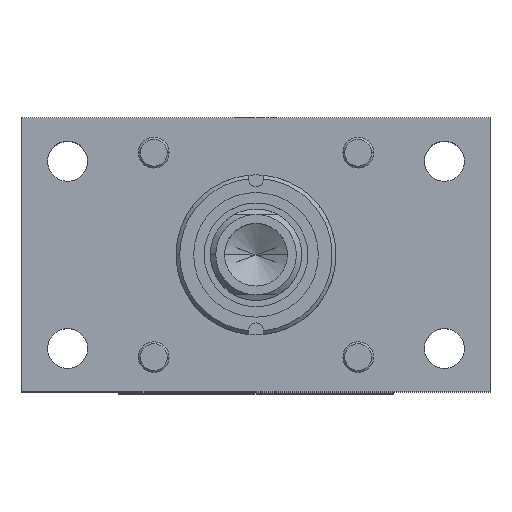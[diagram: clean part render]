
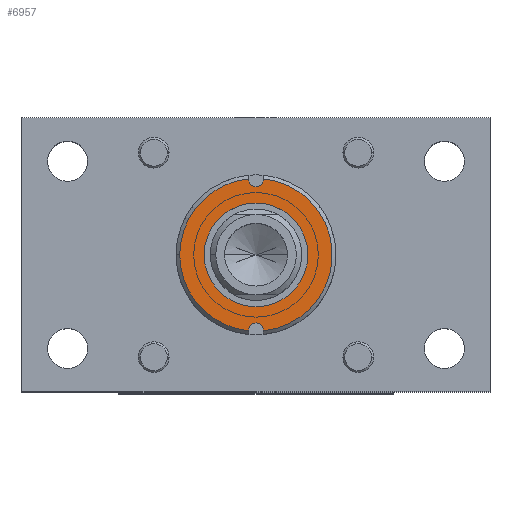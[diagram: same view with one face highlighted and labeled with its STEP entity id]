
A CAD part, top view. The second image highlights one B-rep face of the part: STEP entity #6957.
In plain terms, the highlighted planar face has unit normal (0, 0, 1).
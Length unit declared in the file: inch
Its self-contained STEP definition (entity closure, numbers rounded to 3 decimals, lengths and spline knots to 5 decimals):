
#74 = CARTESIAN_POINT ( 'NONE',  ( 19.33958, 31.20342, -2.69734 ) ) ;
#84 = EDGE_CURVE ( 'NONE', #6136, #2884, #3363, .T. ) ;
#85 = CIRCLE ( 'NONE', #3893, 0.835 ) ;
#95 = CARTESIAN_POINT ( 'NONE',  ( 19.33958, 31.46727, -2.69734 ) ) ;
#309 = VERTEX_POINT ( 'NONE', #6777 ) ;
#323 = VECTOR ( 'NONE', #6656, 39.37008 ) ;
#331 = EDGE_CURVE ( 'NONE', #2876, #309, #5711, .T. ) ;
#369 = DIRECTION ( 'NONE',  ( 0., 0., 1. ) ) ;
#371 = CARTESIAN_POINT ( 'NONE',  ( 19.49558, 31.20342, -2.69734 ) ) ;
#387 = CARTESIAN_POINT ( 'NONE',  ( 19.41758, 29.81218, -2.69734 ) ) ;
#507 = VECTOR ( 'NONE', #4317, 39.37008 ) ;
#511 = EDGE_CURVE ( 'NONE', #6136, #6393, #85, .T. ) ;
#792 = EDGE_CURVE ( 'NONE', #1726, #309, #6633, .T. ) ;
#840 = LINE ( 'NONE', #5107, #3128 ) ;
#943 = EDGE_CURVE ( 'NONE', #1018, #6467, #6090, .T. ) ;
#1018 = VERTEX_POINT ( 'NONE', #6486 ) ;
#1322 = AXIS2_PLACEMENT_3D ( 'NONE', #1881, #6117, #2851 ) ;
#1345 = DIRECTION ( 'NONE',  ( -1., 0., 0. ) ) ;
#1370 = FACE_BOUND ( 'NONE', #1883, .T. ) ;
#1399 = ORIENTED_EDGE ( 'NONE', *, *, #331, .F. ) ;
#1446 = CARTESIAN_POINT ( 'NONE',  ( 19.33958, 29.81218, -2.69734 ) ) ;
#1494 = CARTESIAN_POINT ( 'NONE',  ( 19.41758, 30.63592, -2.69734 ) ) ;
#1726 = VERTEX_POINT ( 'NONE', #1446 ) ;
#1822 = AXIS2_PLACEMENT_3D ( 'NONE', #387, #4640, #1345 ) ;
#1824 = EDGE_CURVE ( 'NONE', #3773, #4849, #3644, .T. ) ;
#1837 = DIRECTION ( 'NONE',  ( 0., 1., 0. ) ) ;
#1881 = CARTESIAN_POINT ( 'NONE',  ( 19.41758, 30.63592, -2.69734 ) ) ;
#1883 = EDGE_LOOP ( 'NONE', ( #5968, #6201 ) ) ;
#1981 = EDGE_CURVE ( 'NONE', #7274, #1726, #840, .T. ) ;
#2008 = CIRCLE ( 'NONE', #5906, 0.835 ) ;
#2154 = DIRECTION ( 'NONE',  ( 0., 0., -1. ) ) ;
#2191 = CARTESIAN_POINT ( 'NONE',  ( 19.33958, 31.45966, -2.69734 ) ) ;
#2245 = CIRCLE ( 'NONE', #7389, 0.078 ) ;
#2310 = CARTESIAN_POINT ( 'NONE',  ( 18.58258, 30.63592, -2.69734 ) ) ;
#2328 = DIRECTION ( 'NONE',  ( 0., 0., 1. ) ) ;
#2360 = FACE_OUTER_BOUND ( 'NONE', #5428, .T. ) ;
#2429 = CARTESIAN_POINT ( 'NONE',  ( 19.49558, 31.20342, -2.69734 ) ) ;
#2441 = VECTOR ( 'NONE', #4623, 39.37008 ) ;
#2452 = CARTESIAN_POINT ( 'NONE',  ( 19.41758, 30.63592, -2.69734 ) ) ;
#2477 = DIRECTION ( 'NONE',  ( 1., 0., 0. ) ) ;
#2851 = DIRECTION ( 'NONE',  ( 1., 0., 0. ) ) ;
#2876 = VERTEX_POINT ( 'NONE', #2914 ) ;
#2884 = VERTEX_POINT ( 'NONE', #2191 ) ;
#2914 = CARTESIAN_POINT ( 'NONE',  ( 19.49558, 29.80457, -2.69734 ) ) ;
#2968 = CARTESIAN_POINT ( 'NONE',  ( 19.41758, 31.20342, -2.69734 ) ) ;
#3128 = VECTOR ( 'NONE', #1837, 39.37008 ) ;
#3138 = AXIS2_PLACEMENT_3D ( 'NONE', #2968, #7192, #3926 ) ;
#3240 = EDGE_CURVE ( 'NONE', #6467, #1018, #5434, .T. ) ;
#3363 = LINE ( 'NONE', #74, #507 ) ;
#3421 = DIRECTION ( 'NONE',  ( 1., 0., 0. ) ) ;
#3546 = ORIENTED_EDGE ( 'NONE', *, *, #84, .F. ) ;
#3643 = CARTESIAN_POINT ( 'NONE',  ( 19.41758, 30.63592, -2.69734 ) ) ;
#3644 = LINE ( 'NONE', #371, #2441 ) ;
#3728 = EDGE_CURVE ( 'NONE', #2876, #3773, #2008, .T. ) ;
#3773 = VERTEX_POINT ( 'NONE', #4864 ) ;
#3813 = CARTESIAN_POINT ( 'NONE',  ( 19.33958, 29.80457, -2.69734 ) ) ;
#3893 = AXIS2_PLACEMENT_3D ( 'NONE', #5597, #2328, #6564 ) ;
#3926 = DIRECTION ( 'NONE',  ( -1., 0., 0. ) ) ;
#4055 = CARTESIAN_POINT ( 'NONE',  ( 19.49558, 31.45966, -2.69734 ) ) ;
#4161 = ORIENTED_EDGE ( 'NONE', *, *, #4535, .T. ) ;
#4192 = ORIENTED_EDGE ( 'NONE', *, *, #1824, .T. ) ;
#4311 = ORIENTED_EDGE ( 'NONE', *, *, #511, .T. ) ;
#4317 = DIRECTION ( 'NONE',  ( 0., -1., 0. ) ) ;
#4535 = EDGE_CURVE ( 'NONE', #6393, #7274, #6130, .T. ) ;
#4620 = DIRECTION ( 'NONE',  ( 1., 0., 0. ) ) ;
#4623 = DIRECTION ( 'NONE',  ( 0., -1., 0. ) ) ;
#4625 = CARTESIAN_POINT ( 'NONE',  ( 18.85008, 30.63592, -2.69734 ) ) ;
#4634 = ORIENTED_EDGE ( 'NONE', *, *, #3728, .T. ) ;
#4640 = DIRECTION ( 'NONE',  ( 0., 0., -1. ) ) ;
#4783 = AXIS2_PLACEMENT_3D ( 'NONE', #3643, #369, #4620 ) ;
#4849 = VERTEX_POINT ( 'NONE', #4055 ) ;
#4864 = CARTESIAN_POINT ( 'NONE',  ( 19.49558, 31.46727, -2.69734 ) ) ;
#5055 = ORIENTED_EDGE ( 'NONE', *, *, #1981, .T. ) ;
#5107 = CARTESIAN_POINT ( 'NONE',  ( 19.33958, 31.20342, -2.69734 ) ) ;
#5428 = EDGE_LOOP ( 'NONE', ( #1399, #4634, #4192, #6346, #3546, #4311, #4161, #5055, #6740 ) ) ;
#5430 = CARTESIAN_POINT ( 'NONE',  ( 19.41758, 31.45966, -2.69734 ) ) ;
#5434 = CIRCLE ( 'NONE', #6761, 0.5675 ) ;
#5597 = CARTESIAN_POINT ( 'NONE',  ( 19.41758, 30.63592, -2.69734 ) ) ;
#5711 = LINE ( 'NONE', #2429, #323 ) ;
#5766 = DIRECTION ( 'NONE',  ( 0., 0., 1. ) ) ;
#5906 = AXIS2_PLACEMENT_3D ( 'NONE', #2452, #6684, #3421 ) ;
#5968 = ORIENTED_EDGE ( 'NONE', *, *, #943, .F. ) ;
#6032 = EDGE_CURVE ( 'NONE', #4849, #2884, #2245, .T. ) ;
#6090 = CIRCLE ( 'NONE', #1322, 0.5675 ) ;
#6117 = DIRECTION ( 'NONE',  ( 0., 0., 1. ) ) ;
#6130 = CIRCLE ( 'NONE', #4783, 0.835 ) ;
#6136 = VERTEX_POINT ( 'NONE', #95 ) ;
#6201 = ORIENTED_EDGE ( 'NONE', *, *, #3240, .F. ) ;
#6233 = PLANE ( 'NONE',  #3138 ) ;
#6346 = ORIENTED_EDGE ( 'NONE', *, *, #6032, .T. ) ;
#6389 = DIRECTION ( 'NONE',  ( -1., 0., 0. ) ) ;
#6393 = VERTEX_POINT ( 'NONE', #2310 ) ;
#6467 = VERTEX_POINT ( 'NONE', #4625 ) ;
#6486 = CARTESIAN_POINT ( 'NONE',  ( 19.98508, 30.63592, -2.69734 ) ) ;
#6564 = DIRECTION ( 'NONE',  ( 1., 0., 0. ) ) ;
#6633 = CIRCLE ( 'NONE', #1822, 0.078 ) ;
#6656 = DIRECTION ( 'NONE',  ( 0., 1., 0. ) ) ;
#6684 = DIRECTION ( 'NONE',  ( 0., 0., 1. ) ) ;
#6740 = ORIENTED_EDGE ( 'NONE', *, *, #792, .T. ) ;
#6761 = AXIS2_PLACEMENT_3D ( 'NONE', #1494, #5766, #2477 ) ;
#6777 = CARTESIAN_POINT ( 'NONE',  ( 19.49558, 29.81218, -2.69734 ) ) ;
#6957 = ADVANCED_FACE ( 'NONE', ( #1370, #2360 ), #6233, .F. ) ;
#7192 = DIRECTION ( 'NONE',  ( 0., 0., -1. ) ) ;
#7274 = VERTEX_POINT ( 'NONE', #3813 ) ;
#7389 = AXIS2_PLACEMENT_3D ( 'NONE', #5430, #2154, #6389 ) ;
